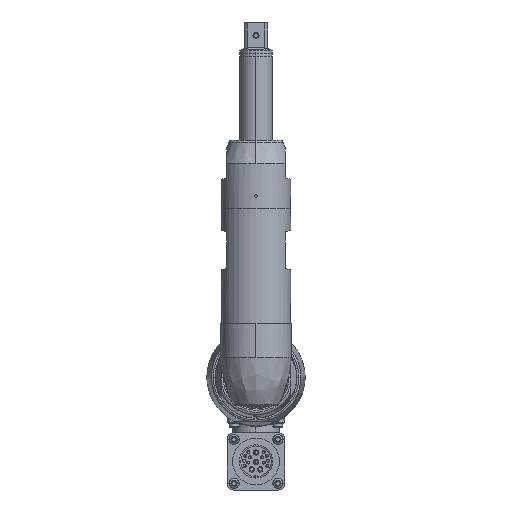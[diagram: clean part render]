
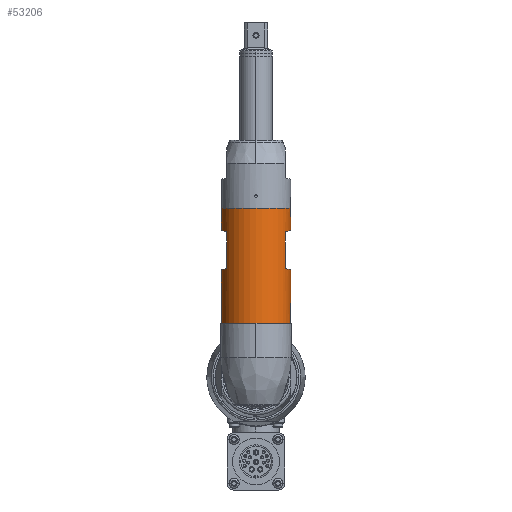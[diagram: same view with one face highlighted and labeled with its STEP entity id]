
A CAD part, left-side view. The second image highlights one B-rep face of the part: STEP entity #53206.
In plain terms, the highlighted cylindrical face has radius 18.86 mm (diameter 37.719 mm), a partial arc.
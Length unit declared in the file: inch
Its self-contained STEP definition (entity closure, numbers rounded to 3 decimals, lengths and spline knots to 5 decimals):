
#53017=DIRECTION('',(0.,0.,1.));
#53018=VECTOR('',#53017,0.46758);
#53019=CARTESIAN_POINT('',(-13.0987,0.7425,3.13742));
#53020=LINE('',#53019,#53018);
#53021=CARTESIAN_POINT('',(-13.0987,0.,3.605));
#53022=DIRECTION('',(0.,0.,1.));
#53023=DIRECTION('',(0.,1.,0.));
#53024=AXIS2_PLACEMENT_3D('',#53021,#53022,#53023);
#53026=CARTESIAN_POINT('',(-13.0987,0.,1.152));
#53027=DIRECTION('',(0.,0.,-1.));
#53028=DIRECTION('',(0.,-1.,0.));
#53029=AXIS2_PLACEMENT_3D('',#53026,#53027,#53028);
#53031=DIRECTION('',(0.,0.,1.));
#53032=VECTOR('',#53031,1.13958);
#53033=CARTESIAN_POINT('',(-13.0987,0.7425,1.152));
#53034=LINE('',#53033,#53032);
#53035=CARTESIAN_POINT('',(-13.0987,0.7425,2.29158));
#53036=CARTESIAN_POINT('',(-13.13575,0.7425,2.29158));
#53037=CARTESIAN_POINT('',(-13.20812,0.73699,
2.29305));
#53038=CARTESIAN_POINT('',(-13.31193,0.71384,
2.29926));
#53039=CARTESIAN_POINT('',(-13.4112,0.67634,
2.30931));
#53040=CARTESIAN_POINT('',(-13.47427,0.64156,
2.31862));
#53041=CARTESIAN_POINT('',(-13.50496,0.6215,2.324));
#53056=DIRECTION('',(0.,0.,1.));
#53057=VECTOR('',#53056,1.13958);
#53058=CARTESIAN_POINT('',(-13.0987,-0.7425,1.152));
#53059=LINE('',#53058,#53057);
#53060=DIRECTION('',(0.,0.,1.));
#53061=VECTOR('',#53060,0.46758);
#53062=CARTESIAN_POINT('',(-13.0987,-0.7425,3.13742));
#53063=LINE('',#53062,#53061);
#53069=CARTESIAN_POINT('',(-13.50496,-0.6215,2.324));
#53070=CARTESIAN_POINT('',(-13.47427,-0.64156,
2.31862));
#53071=CARTESIAN_POINT('',(-13.4112,-0.67634,
2.30931));
#53072=CARTESIAN_POINT('',(-13.31193,-0.71384,
2.29926));
#53073=CARTESIAN_POINT('',(-13.20812,-0.73699,
2.29305));
#53074=CARTESIAN_POINT('',(-13.13575,-0.7425,2.29158));
#53075=CARTESIAN_POINT('',(-13.0987,-0.7425,2.29158));
#53089=DIRECTION('',(0.,0.,1.));
#53090=VECTOR('',#53089,0.781);
#53091=CARTESIAN_POINT('',(-13.50496,-0.6215,2.324));
#53092=LINE('',#53091,#53090);
#53101=CARTESIAN_POINT('',(-13.50496,-0.6215,3.105));
#53102=CARTESIAN_POINT('',(-13.47427,-0.64156,
3.11038));
#53103=CARTESIAN_POINT('',(-13.4112,-0.67634,
3.11969));
#53104=CARTESIAN_POINT('',(-13.31193,-0.71384,
3.12974));
#53105=CARTESIAN_POINT('',(-13.20812,-0.73699,
3.13595));
#53106=CARTESIAN_POINT('',(-13.13575,-0.7425,3.13742));
#53107=CARTESIAN_POINT('',(-13.0987,-0.7425,3.13742));
#53117=CARTESIAN_POINT('',(-13.0987,0.7425,3.13742));
#53118=CARTESIAN_POINT('',(-13.13575,0.7425,3.13742));
#53119=CARTESIAN_POINT('',(-13.20812,0.73699,
3.13595));
#53120=CARTESIAN_POINT('',(-13.31193,0.71384,
3.12974));
#53121=CARTESIAN_POINT('',(-13.4112,0.67634,
3.11969));
#53122=CARTESIAN_POINT('',(-13.47427,0.64156,
3.11038));
#53123=CARTESIAN_POINT('',(-13.50496,0.6215,3.105));
#53137=DIRECTION('',(0.,0.,1.));
#53138=VECTOR('',#53137,0.781);
#53139=CARTESIAN_POINT('',(-13.50496,0.6215,2.324));
#53140=LINE('',#53139,#53138);
#53149=CARTESIAN_POINT('',(-13.0987,0.7425,3.605));
#53150=CARTESIAN_POINT('',(-13.0987,-0.7425,3.605));
#53151=VERTEX_POINT('',#53149);
#53152=VERTEX_POINT('',#53150);
#53153=CARTESIAN_POINT('',(-13.0987,-0.7425,1.152));
#53154=CARTESIAN_POINT('',(-13.0987,0.7425,1.152));
#53155=VERTEX_POINT('',#53153);
#53156=VERTEX_POINT('',#53154);
#53157=VERTEX_POINT('',#53035);
#53158=VERTEX_POINT('',#53041);
#53159=CARTESIAN_POINT('',(-13.50496,0.6215,3.105));
#53160=VERTEX_POINT('',#53159);
#53161=CARTESIAN_POINT('',(-13.50496,-0.6215,2.324));
#53162=CARTESIAN_POINT('',(-13.50496,-0.6215,3.105));
#53163=VERTEX_POINT('',#53161);
#53164=VERTEX_POINT('',#53162);
#53165=VERTEX_POINT('',#53075);
#53173=VERTEX_POINT('',#53117);
#53174=VERTEX_POINT('',#53107);
#53175=CARTESIAN_POINT('',(-13.0987,0.,0.952));
#53176=DIRECTION('',(0.,0.,1.));
#53177=DIRECTION('',(0.,1.,0.));
#53178=AXIS2_PLACEMENT_3D('',#53175,#53176,#53177);
#53179=CYLINDRICAL_SURFACE('',#53178,0.7425);
#53181=ORIENTED_EDGE('',*,*,#53180,.T.);
#53183=ORIENTED_EDGE('',*,*,#53182,.T.);
#53185=ORIENTED_EDGE('',*,*,#53184,.F.);
#53187=ORIENTED_EDGE('',*,*,#53186,.T.);
#53189=ORIENTED_EDGE('',*,*,#53188,.T.);
#53191=ORIENTED_EDGE('',*,*,#53190,.F.);
#53193=ORIENTED_EDGE('',*,*,#53192,.F.);
#53195=ORIENTED_EDGE('',*,*,#53194,.F.);
#53197=ORIENTED_EDGE('',*,*,#53196,.T.);
#53199=ORIENTED_EDGE('',*,*,#53198,.F.);
#53201=ORIENTED_EDGE('',*,*,#53200,.T.);
#53203=ORIENTED_EDGE('',*,*,#53202,.T.);
#53204=EDGE_LOOP('',(#53181,#53183,#53185,#53187,#53189,#53191,#53193,#53195,
#53197,#53199,#53201,#53203));
#53205=FACE_OUTER_BOUND('',#53204,.F.);
#53206=ADVANCED_FACE('',(#53205),#53179,.T.);
#53025=CIRCLE('',#53024,0.7425);
#53030=CIRCLE('',#53029,0.7425);
#53042=B_SPLINE_CURVE_WITH_KNOTS('',3,(#53035,#53036,#53037,#53038,#53039,
#53040,#53041),.UNSPECIFIED.,.F.,.F.,(4,1,1,1,4),(0.,0.25,0.5,0.75,
1.),.UNSPECIFIED.);
#53076=B_SPLINE_CURVE_WITH_KNOTS('',3,(#53069,#53070,#53071,#53072,#53073,
#53074,#53075),.UNSPECIFIED.,.F.,.F.,(4,1,1,1,4),(0.,0.25,0.5,0.75,
1.),.UNSPECIFIED.);
#53108=B_SPLINE_CURVE_WITH_KNOTS('',3,(#53101,#53102,#53103,#53104,#53105,
#53106,#53107),.UNSPECIFIED.,.F.,.F.,(4,1,1,1,4),(0.,0.25,0.5,0.75,
1.),.UNSPECIFIED.);
#53124=B_SPLINE_CURVE_WITH_KNOTS('',3,(#53117,#53118,#53119,#53120,#53121,
#53122,#53123),.UNSPECIFIED.,.F.,.F.,(4,1,1,1,4),(0.,0.25,0.5,0.75,
1.),.UNSPECIFIED.);
#53180=EDGE_CURVE('',#53157,#53158,#53042,.T.);
#53182=EDGE_CURVE('',#53158,#53160,#53140,.T.);
#53184=EDGE_CURVE('',#53173,#53160,#53124,.T.);
#53186=EDGE_CURVE('',#53173,#53151,#53020,.T.);
#53188=EDGE_CURVE('',#53151,#53152,#53025,.T.);
#53190=EDGE_CURVE('',#53174,#53152,#53063,.T.);
#53192=EDGE_CURVE('',#53164,#53174,#53108,.T.);
#53194=EDGE_CURVE('',#53163,#53164,#53092,.T.);
#53196=EDGE_CURVE('',#53163,#53165,#53076,.T.);
#53198=EDGE_CURVE('',#53155,#53165,#53059,.T.);
#53200=EDGE_CURVE('',#53155,#53156,#53030,.T.);
#53202=EDGE_CURVE('',#53156,#53157,#53034,.T.);
